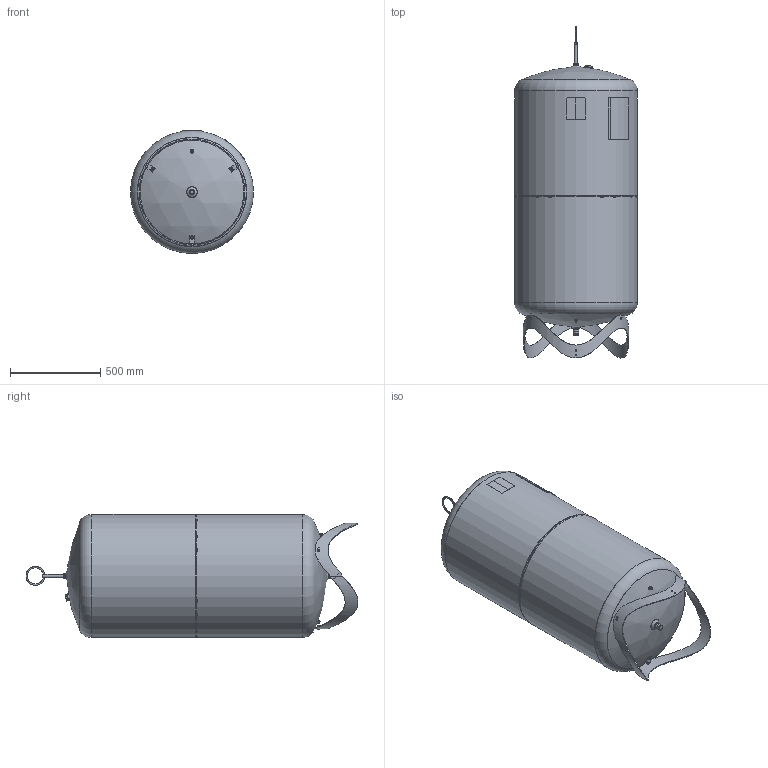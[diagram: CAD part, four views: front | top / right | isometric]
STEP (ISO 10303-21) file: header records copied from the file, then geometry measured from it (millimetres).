
FILE_DESCRIPTION((''),'2;1');
FILE_NAME('7103011_3D_1002_00_DE_FR_IT_EN_NL_UPD.stp','2015-01-08T11:57:26',('SCG'),(''),'Autodesk Inventor 2013','Autodesk Inventor 2013','');
FILE_SCHEMA(('AUTOMOTIVE_DESIGN { 1 0 10303 214 1 1 1 1 }'));
Length unit declared in the file: millimetre
Products named in the file (1): 119490
Bounding box: 680 x 1835.44 x 680.3 mm (x, y, z)
Volume: 35610551.6 mm3; surface area: 9280439.4 mm2
Topology: 9 solids, 10 shells, 403 faces, 1056 edges, 681 vertices
Faces by surface type: plane 190, cylinder 106, cone 45, bspline 29, torus 25, sphere 7, revolution 1
Full cylindrical faces by diameter (mm): 4 x20, 7.5 x2, 8 x7, 8.4 x1, 9 x2, 10 x3, 11.027 x1, 12.6 x1, 14 x1, 14.95 x1, 17.2 x1, 18 x1, 20 x2, 24.117 x1, 26.44 x1, 26.5 x1, 26.8 x2, 27 x2, 29.8 x4, 30 x1, 32 x1, 33.3 x1, 40 x1, 41 x1, 45 x1, 55 x1, 58 x1, 573 x1, 583 x1, 668 x1
Entity records: 15651 total; most frequent: CARTESIAN_POINT 5995, DIRECTION 1858, ORIENTED_EDGE 1800, EDGE_CURVE 900, AXIS2_PLACEMENT_3D 766, VERTEX_POINT 646, EDGE_LOOP 628, FACE_OUTER_BOUND 402
